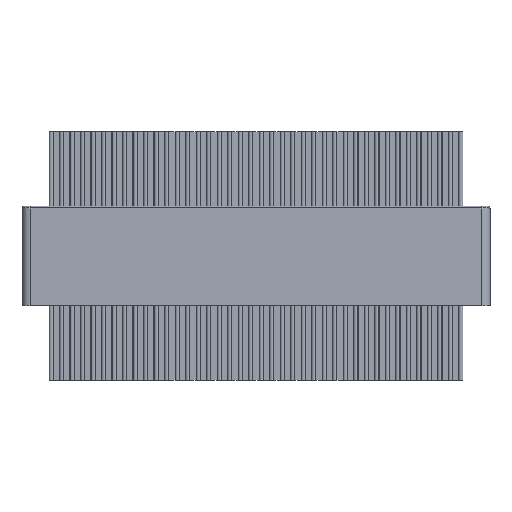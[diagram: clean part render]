
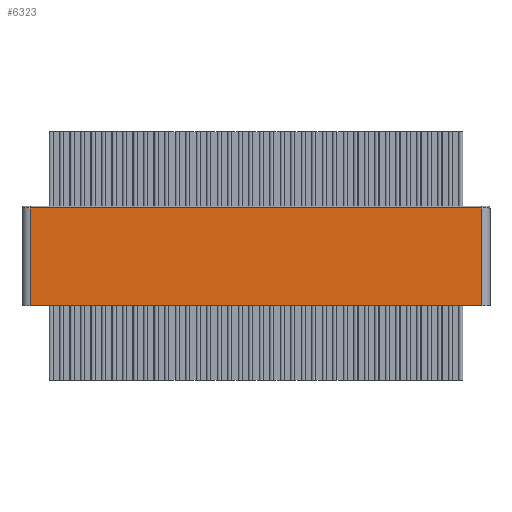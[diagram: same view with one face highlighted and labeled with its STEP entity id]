
A CAD part, top view. The second image highlights one B-rep face of the part: STEP entity #6323.
In plain terms, the highlighted planar face has unit normal (0, 0, 1).
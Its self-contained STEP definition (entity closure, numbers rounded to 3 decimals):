
#38=PLANE('',#6700);
#640=ORIENTED_EDGE('',*,*,#2672,.T.);
#641=ORIENTED_EDGE('',*,*,#2673,.T.);
#642=ORIENTED_EDGE('',*,*,#2668,.F.);
#643=ORIENTED_EDGE('',*,*,#2674,.T.);
#2668=EDGE_CURVE('',#3684,#3685,#4356,.T.);
#2672=EDGE_CURVE('',#3688,#3689,#4358,.T.);
#2673=EDGE_CURVE('',#3689,#3685,#4359,.F.);
#2674=EDGE_CURVE('',#3684,#3688,#4360,.T.);
#3684=VERTEX_POINT('',#9784);
#3685=VERTEX_POINT('',#9785);
#3688=VERTEX_POINT('',#9793);
#3689=VERTEX_POINT('',#9794);
#4356=LINE('',#9783,#4864);
#4358=LINE('',#9792,#4866);
#4359=LINE('',#9795,#4867);
#4360=LINE('',#9796,#4868);
#4864=VECTOR('',#7559,1000.);
#4866=VECTOR('',#7567,1000.);
#4867=VECTOR('',#7568,1000.);
#4868=VECTOR('',#7569,1000.);
#5373=EDGE_LOOP('',(#640,#641,#642,#643));
#5723=FACE_BOUND('',#5373,.T.);
#6323=ADVANCED_FACE('',(#5723),#38,.T.);
#6700=AXIS2_PLACEMENT_3D('',#9791,#7565,#7566);
#7559=DIRECTION('',(0.,1.,0.));
#7565=DIRECTION('',(0.,0.,1.));
#7566=DIRECTION('',(1.,0.,0.));
#7567=DIRECTION('',(0.,1.,0.));
#7568=DIRECTION('',(1.,0.,0.));
#7569=DIRECTION('',(1.,0.,0.));
#9783=CARTESIAN_POINT('',(-27.293,-6.,2.5));
#9784=CARTESIAN_POINT('',(-27.293,-6.,2.5));
#9785=CARTESIAN_POINT('',(-27.293,5.8,2.5));
#9791=CARTESIAN_POINT('',(-27.293,-6.,2.5));
#9792=CARTESIAN_POINT('',(27.293,-6.,2.5));
#9793=CARTESIAN_POINT('',(27.293,-6.,2.5));
#9794=CARTESIAN_POINT('',(27.293,5.8,2.5));
#9795=CARTESIAN_POINT('',(-27.293,5.8,2.5));
#9796=CARTESIAN_POINT('',(-27.293,-6.,2.5));
